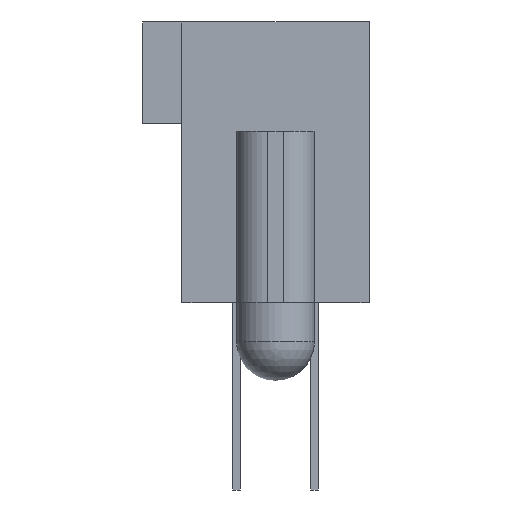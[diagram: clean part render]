
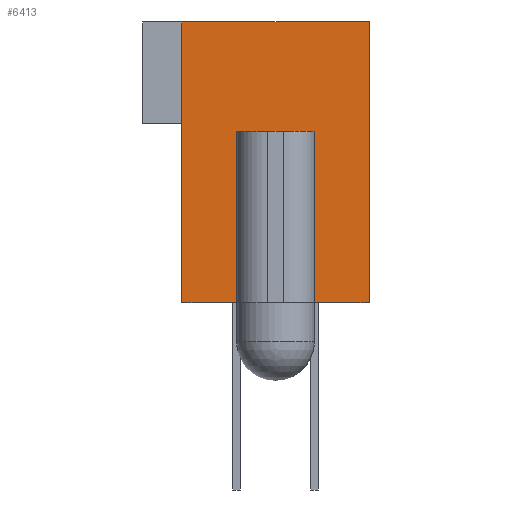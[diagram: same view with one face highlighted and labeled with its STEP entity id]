
A CAD part, left-side view. The second image highlights one B-rep face of the part: STEP entity #6413.
In plain terms, the highlighted planar face has unit normal (-1, 0, 0).
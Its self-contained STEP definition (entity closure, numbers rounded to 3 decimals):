
#135=FACE_OUTER_BOUND('',#517,.T.);
#517=EDGE_LOOP('',(#4306,#4307,#4308,#4309,#4310,#4311,#4312,#4313));
#968=LINE('',#8934,#1854);
#971=LINE('',#8939,#1857);
#978=LINE('',#8954,#1864);
#979=LINE('',#8957,#1865);
#996=LINE('',#8990,#1882);
#1001=LINE('',#9000,#1887);
#1002=LINE('',#9002,#1888);
#1003=LINE('',#9003,#1889);
#1854=VECTOR('',#7236,1000.);
#1857=VECTOR('',#7239,1000.);
#1864=VECTOR('',#7254,1000.);
#1865=VECTOR('',#7257,1000.);
#1882=VECTOR('',#7280,1000.);
#1887=VECTOR('',#7295,1000.);
#1888=VECTOR('',#7296,1000.);
#1889=VECTOR('',#7297,1000.);
#2744=VERTEX_POINT('',#8931);
#2745=VERTEX_POINT('',#8933);
#2746=VERTEX_POINT('',#8936);
#2747=VERTEX_POINT('',#8938);
#2751=VERTEX_POINT('',#8952);
#2752=VERTEX_POINT('',#8956);
#2765=VERTEX_POINT('',#8988);
#2766=VERTEX_POINT('',#9001);
#3346=EDGE_CURVE('',#2745,#2744,#968,.T.);
#3349=EDGE_CURVE('',#2747,#2746,#971,.T.);
#3358=EDGE_CURVE('',#2746,#2751,#978,.T.);
#3359=EDGE_CURVE('',#2745,#2752,#979,.T.);
#3376=EDGE_CURVE('',#2744,#2765,#996,.T.);
#3383=EDGE_CURVE('',#2752,#2751,#1001,.T.);
#3384=EDGE_CURVE('',#2766,#2765,#1002,.T.);
#3385=EDGE_CURVE('',#2747,#2766,#1003,.T.);
#4306=ORIENTED_EDGE('',*,*,#3383,.F.);
#4307=ORIENTED_EDGE('',*,*,#3359,.F.);
#4308=ORIENTED_EDGE('',*,*,#3346,.T.);
#4309=ORIENTED_EDGE('',*,*,#3376,.T.);
#4310=ORIENTED_EDGE('',*,*,#3384,.F.);
#4311=ORIENTED_EDGE('',*,*,#3385,.F.);
#4312=ORIENTED_EDGE('',*,*,#3349,.T.);
#4313=ORIENTED_EDGE('',*,*,#3358,.T.);
#6038=PLANE('',#6815);
#6413=ADVANCED_FACE('',(#135),#6038,.T.);
#6815=AXIS2_PLACEMENT_3D('',#8999,#7293,#7294);
#7236=DIRECTION('',(0.,-1.,0.));
#7239=DIRECTION('',(0.,-1.,0.));
#7254=DIRECTION('',(0.,0.,1.));
#7257=DIRECTION('',(0.,0.,1.));
#7280=DIRECTION('',(0.,0.,1.));
#7293=DIRECTION('center_axis',(-1.,0.,0.));
#7294=DIRECTION('ref_axis',(0.,-1.,0.));
#7295=DIRECTION('',(0.,-1.,0.));
#7296=DIRECTION('',(0.,1.,0.));
#7297=DIRECTION('',(0.,0.,1.));
#8931=CARTESIAN_POINT('',(-19.241,0.635,0.));
#8933=CARTESIAN_POINT('',(-19.241,1.524,0.));
#8934=CARTESIAN_POINT('',(-19.241,1.524,0.));
#8936=CARTESIAN_POINT('',(-19.241,-1.524,0.));
#8938=CARTESIAN_POINT('',(-19.241,-0.635,0.));
#8939=CARTESIAN_POINT('',(-19.241,-0.635,0.));
#8952=CARTESIAN_POINT('',(-19.241,-1.524,4.572));
#8954=CARTESIAN_POINT('',(-19.241,-1.524,0.));
#8956=CARTESIAN_POINT('',(-19.241,1.524,4.572));
#8957=CARTESIAN_POINT('',(-19.241,1.524,0.));
#8988=CARTESIAN_POINT('',(-19.241,0.635,2.794));
#8990=CARTESIAN_POINT('',(-19.241,0.635,0.));
#8999=CARTESIAN_POINT('Origin',(-19.241,1.524,0.));
#9000=CARTESIAN_POINT('',(-19.241,1.524,4.572));
#9001=CARTESIAN_POINT('',(-19.241,-0.635,2.794));
#9002=CARTESIAN_POINT('',(-19.241,-3.048,2.794));
#9003=CARTESIAN_POINT('',(-19.241,-0.635,0.));
